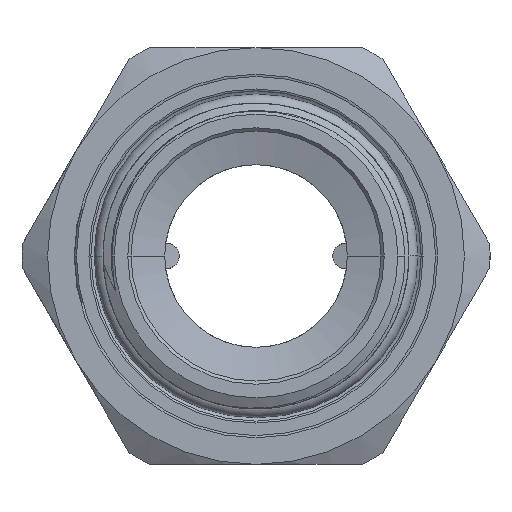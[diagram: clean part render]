
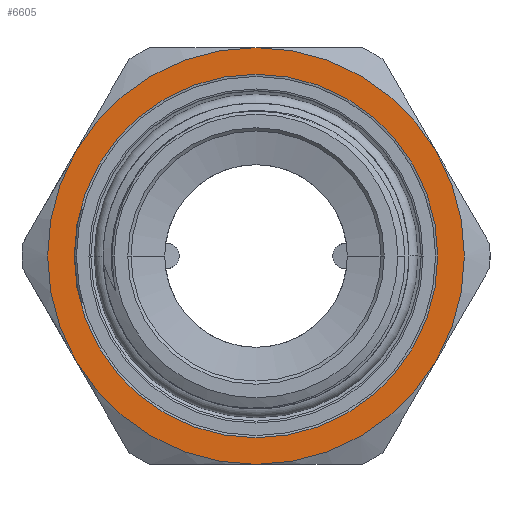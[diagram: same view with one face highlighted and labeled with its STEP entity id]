
A CAD part, left-side view. The second image highlights one B-rep face of the part: STEP entity #6605.
In plain terms, the highlighted face is planar.
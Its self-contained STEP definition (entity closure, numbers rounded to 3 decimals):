
#4482=CARTESIAN_POINT('',(0.,0.,0.));
#4483=DIRECTION('',(1.,0.,0.));
#4484=DIRECTION('',(0.,1.,0.));
#4485=AXIS2_PLACEMENT_3D('',#4482,#4483,#4484);
#4487=CARTESIAN_POINT('',(0.,0.,0.));
#4488=DIRECTION('',(1.,0.,0.));
#4489=DIRECTION('',(0.,-1.,0.));
#4490=AXIS2_PLACEMENT_3D('',#4487,#4488,#4489);
#4506=CARTESIAN_POINT('',(0.,0.,0.));
#4507=DIRECTION('',(1.,0.,0.));
#4508=DIRECTION('',(0.,0.866,-0.5));
#4509=AXIS2_PLACEMENT_3D('',#4506,#4507,#4508);
#4517=CARTESIAN_POINT('',(0.,28.146,16.25));
#4593=CARTESIAN_POINT('',(0.,0.,32.5));
#4604=CARTESIAN_POINT('',(0.,0.,0.));
#4605=DIRECTION('',(1.,0.,0.));
#4606=DIRECTION('',(0.,0.866,0.5));
#4607=AXIS2_PLACEMENT_3D('',#4604,#4605,#4606);
#4615=CARTESIAN_POINT('',(0.,-28.146,16.25));
#4626=CARTESIAN_POINT('',(0.,0.,0.));
#4627=DIRECTION('',(1.,0.,0.));
#4628=DIRECTION('',(0.,0.,1.));
#4629=AXIS2_PLACEMENT_3D('',#4626,#4627,#4628);
#4637=CARTESIAN_POINT('',(0.,28.146,-16.25));
#4648=CARTESIAN_POINT('',(0.,0.,0.));
#4649=DIRECTION('',(-1.,0.,0.));
#4650=DIRECTION('',(0.,0.866,-0.5));
#4651=AXIS2_PLACEMENT_3D('',#4648,#4649,#4650);
#4659=CARTESIAN_POINT('',(0.,0.,-32.5));
#4670=CARTESIAN_POINT('',(0.,0.,0.));
#4671=DIRECTION('',(-1.,0.,0.));
#4672=DIRECTION('',(0.,0.,-1.));
#4673=AXIS2_PLACEMENT_3D('',#4670,#4671,#4672);
#4689=CARTESIAN_POINT('',(0.,0.,0.));
#4690=DIRECTION('',(1.,0.,0.));
#4691=DIRECTION('',(0.,-0.866,0.5));
#4692=AXIS2_PLACEMENT_3D('',#4689,#4690,#4691);
#4700=CARTESIAN_POINT('',(0.,-28.146,-16.25));
#6494=VERTEX_POINT('',#4615);
#6495=VERTEX_POINT('',#4593);
#6496=VERTEX_POINT('',#4517);
#6500=VERTEX_POINT('',#4637);
#6501=VERTEX_POINT('',#4659);
#6502=VERTEX_POINT('',#4700);
#6534=CARTESIAN_POINT('',(0.,28.35,0.));
#6535=CARTESIAN_POINT('',(0.,-28.35,0.));
#6536=VERTEX_POINT('',#6534);
#6537=VERTEX_POINT('',#6535);
#6580=CARTESIAN_POINT('',(0.,0.,0.));
#6581=DIRECTION('',(1.,0.,0.));
#6582=DIRECTION('',(0.,-1.,0.));
#6583=AXIS2_PLACEMENT_3D('',#6580,#6581,#6582);
#6584=PLANE('',#6583);
#6586=ORIENTED_EDGE('',*,*,#6585,.F.);
#6588=ORIENTED_EDGE('',*,*,#6587,.T.);
#6590=ORIENTED_EDGE('',*,*,#6589,.T.);
#6592=ORIENTED_EDGE('',*,*,#6591,.F.);
#6594=ORIENTED_EDGE('',*,*,#6593,.F.);
#6596=ORIENTED_EDGE('',*,*,#6595,.F.);
#6597=EDGE_LOOP('',(#6586,#6588,#6590,#6592,#6594,#6596));
#6598=FACE_OUTER_BOUND('',#6597,.F.);
#6600=ORIENTED_EDGE('',*,*,#6599,.T.);
#6602=ORIENTED_EDGE('',*,*,#6601,.T.);
#6603=EDGE_LOOP('',(#6600,#6602));
#6604=FACE_BOUND('',#6603,.F.);
#6605=ADVANCED_FACE('',(#6598,#6604),#6584,.T.);
#4486=CIRCLE('',#4485,28.35);
#4491=CIRCLE('',#4490,28.35);
#4510=CIRCLE('',#4509,32.5);
#4608=CIRCLE('',#4607,32.5);
#4630=CIRCLE('',#4629,32.5);
#4652=CIRCLE('',#4651,32.5);
#4674=CIRCLE('',#4673,32.5);
#4693=CIRCLE('',#4692,32.5);
#6585=EDGE_CURVE('',#6500,#6496,#4510,.T.);
#6587=EDGE_CURVE('',#6500,#6501,#4652,.T.);
#6589=EDGE_CURVE('',#6501,#6502,#4674,.T.);
#6591=EDGE_CURVE('',#6494,#6502,#4693,.T.);
#6593=EDGE_CURVE('',#6495,#6494,#4630,.T.);
#6595=EDGE_CURVE('',#6496,#6495,#4608,.T.);
#6599=EDGE_CURVE('',#6536,#6537,#4486,.T.);
#6601=EDGE_CURVE('',#6537,#6536,#4491,.T.);
